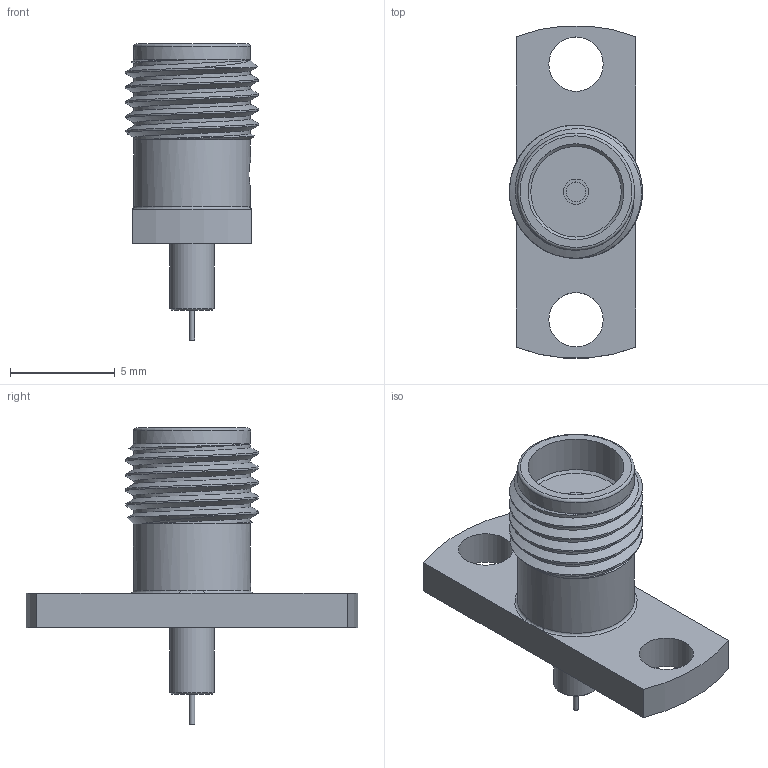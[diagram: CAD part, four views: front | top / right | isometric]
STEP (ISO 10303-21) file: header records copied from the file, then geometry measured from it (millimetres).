
FILE_DESCRIPTION (( 'STEP AP203' ), '1' );
FILE_NAME ('PE44340 ¦ FMCN1379.step', '2020-03-11T15:42:39', ( '' ), ( '' ), 'SwSTEP 2.0', 'SolidWorks 2018', '' );
FILE_SCHEMA (( 'CONFIG_CONTROL_DESIGN' ));
Length unit declared in the file: inch
Products named in the file (1): PE44340 ｦ FMCN1379
Bounding box: 6.35 x 15.83 x 14.12 mm (x, y, z)
Volume: 310.2 mm3; surface area: 493.8 mm2
Topology: 1 solids, 1 shells, 37 faces, 79 edges, 49 vertices
Faces by surface type: cylinder 13, plane 12, bspline 5, cone 4, torus 3
Full cylindrical faces by diameter (mm): 0.254 x1, 0.94 x1, 1.194 x1, 1.286 x1, 2.134 x1, 2.591 x2, 4.572 x1, 5.582 x2
Entity records: 2169 total; most frequent: CARTESIAN_POINT 1390, DIRECTION 144, ORIENTED_EDGE 122, AXIS2_PLACEMENT_3D 66, EDGE_CURVE 61, EDGE_LOOP 60, FACE_OUTER_BOUND 48, VERTEX_POINT 45
